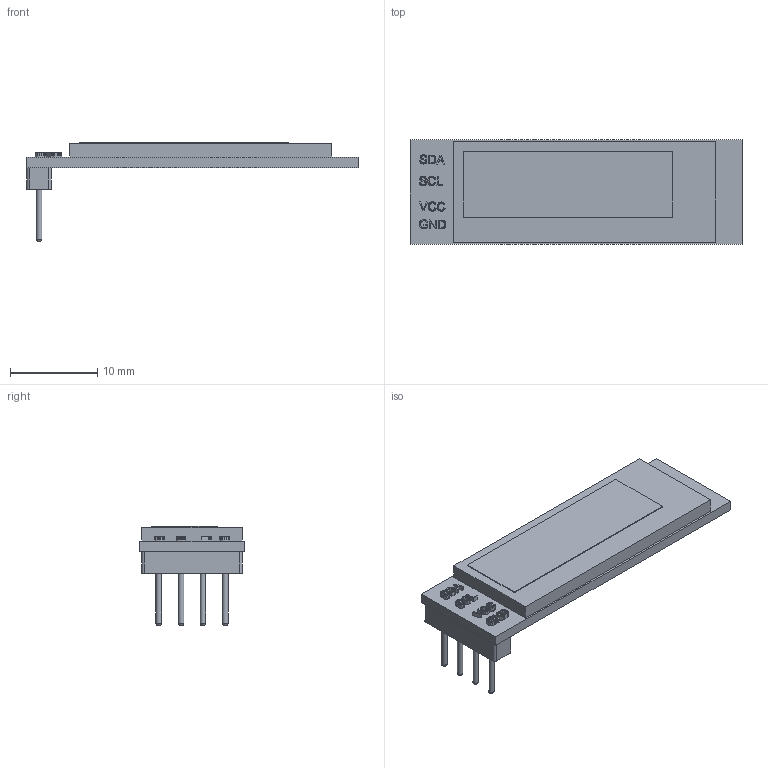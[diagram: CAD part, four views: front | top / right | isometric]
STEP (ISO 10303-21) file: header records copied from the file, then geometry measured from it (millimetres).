
FILE_DESCRIPTION(/* description */ ('OLED, 0.91in, WHT ON BLK, 128x32, SPI'),/* implementation_level */ '2;1');
FILE_NAME(/* name */ 'ER-OLEDM0.91-1W-I2C - OLED, 0.91in, WHT ON BLK, 128x32 v1.step',/* time_stamp */ '2023-11-25T08:27:04+10:00',/* author */ (''),/* organization */ (''),/* preprocessor_version */ 'ST-DEVELOPER v20',/* originating_system */ 'Autodesk Translation Framework v12.14.0.127',/* authorisation */ '');
FILE_SCHEMA (('AUTOMOTIVE_DESIGN { 1 0 10303 214 3 1 1 }'));
Length unit declared in the file: inch
Products named in the file (1): ER-OLEDM0.91-1W-I2C
Bounding box: 38 x 12 x 11.4 mm (x, y, z)
Volume: 1207.2 mm3; surface area: 1320.4 mm2
Topology: 1 solids, 1 shells, 299 faces, 825 edges, 550 vertices
Faces by surface type: bspline 189, plane 102, cylinder 8
Full cylindrical faces by diameter (mm): 0.64 x4
Entity records: 11356 total; most frequent: CARTESIAN_POINT 4924, ORIENTED_EDGE 1650, EDGE_CURVE 825, DIRECTION 705, VERTEX_POINT 550, LINE 427, VECTOR 427, B_SPLINE_CURVE_WITH_KNOTS 370
